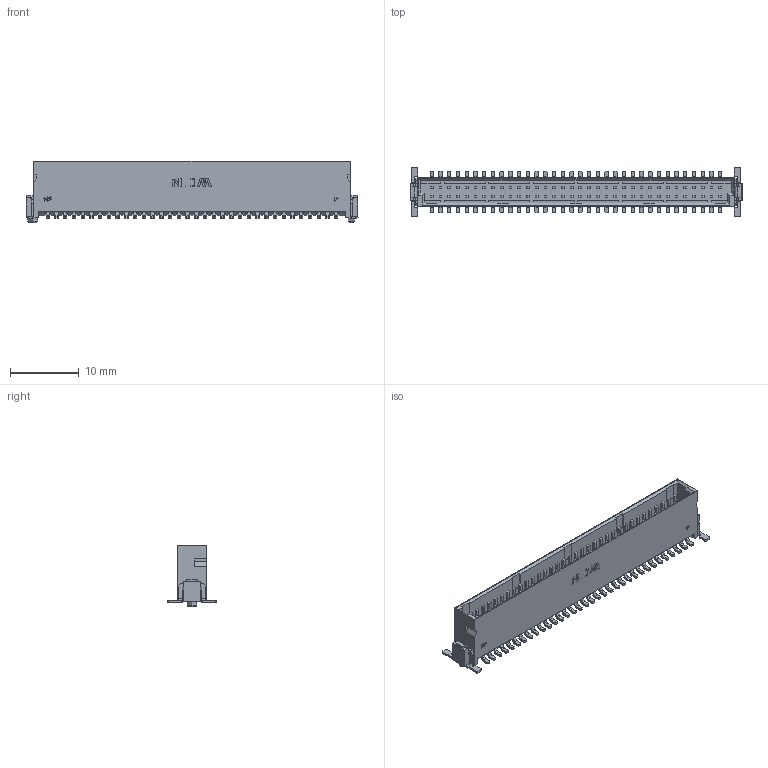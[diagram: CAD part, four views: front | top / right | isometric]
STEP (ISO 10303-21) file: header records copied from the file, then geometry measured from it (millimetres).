
FILE_DESCRIPTION( ('This file contains a STEP AP42 implementation' ,'as created by ZW3D STEP Interface translator.') ,'2;1' );
FILE_NAME( '3910-P068-082MSXWR1W.stp' ,'23 415.15 331', (''), ('ZWCAD Software Co.'), 'Version 1.0', 'ZW3D to STEP translator', '' );
FILE_SCHEMA(('AUTOMOTIVE_DESIGN { 1 0 10303 214 1 1 1 1 }'));
Length unit declared in the file: millimetre
Products named in the file (2): 0; 3910-P068-082MS3WR1W
Bounding box: 48.23 x 7.2 x 8.95 mm (x, y, z)
Volume: 751.9 mm3
Topology: 2 solids, 3 shells, 3575 faces, 9565 edges, 6143 vertices
Faces by surface type: plane 2848, cylinder 670, bspline 56, torus 1
Full cylindrical faces by diameter (mm): 1.45 x1
Entity records: 114260 total; most frequent: CARTESIAN_POINT 21819, ORIENTED_EDGE 19134, DIRECTION 17405, EDGE_CURVE 9567, VECTOR 7705, LINE 7705, VERTEX_POINT 6143, AXIS2_PLACEMENT_3D 4850
